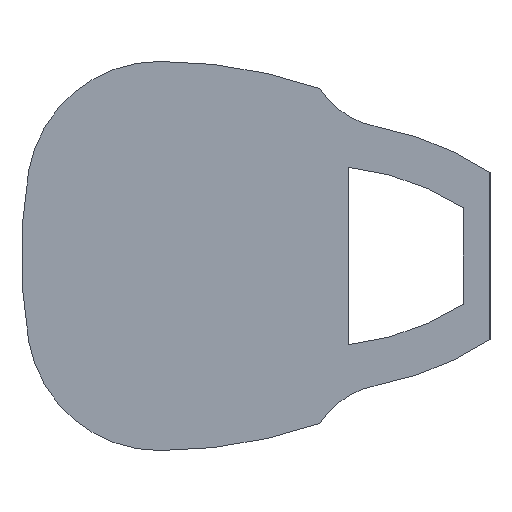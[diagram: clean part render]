
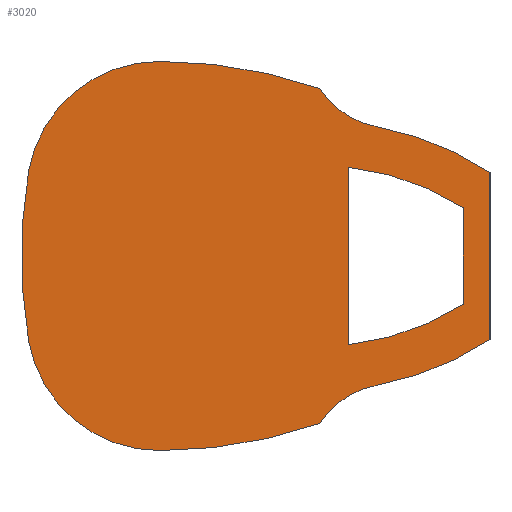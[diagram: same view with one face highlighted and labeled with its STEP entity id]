
A CAD part, left-side view. The second image highlights one B-rep face of the part: STEP entity #3020.
In plain terms, the highlighted face is planar.
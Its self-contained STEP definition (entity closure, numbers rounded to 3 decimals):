
#100=CARTESIAN_POINT('',(44.825,54.377,-5.));
#110=VERTEX_POINT('',#100);
#160=CARTESIAN_POINT('',(41.843,54.055,-5.));
#170=DIRECTION('',(0.,0.,-1.));
#180=DIRECTION('',(1.,0.,0.));
#190=AXIS2_PLACEMENT_3D('',#160,#170,#180);
#200=CIRCLE('',#190,3.);
#210=CARTESIAN_POINT('',(44.367,55.677,-5.));
#220=VERTEX_POINT('',#210);
#230=EDGE_CURVE('',#220,#110,#200,.T.);
#1800=CARTESIAN_POINT('',(43.823,55.827,-5.));
#1810=DIRECTION('',(0.,0.,1.));
#1820=DIRECTION('',(-1.,0.,0.));
#1830=AXIS2_PLACEMENT_3D('',#1800,#1810,#1820);
#1840=PLANE('',#1830);
#1850=CARTESIAN_POINT('',(0.,54.377,-5.));
#1860=DIRECTION('',(1.,0.,0.));
#1870=VECTOR('',#1860,1.);
#1880=LINE('',#1850,#1870);
#1890=CARTESIAN_POINT('',(42.82,54.377,-5.));
#1900=VERTEX_POINT('',#1890);
#1910=EDGE_CURVE('',#1900,#110,#1880,.T.);
#1920=ORIENTED_EDGE('',*,*,#1910,.T.);
#1930=CARTESIAN_POINT('',(45.803,54.055,-5.));
#1940=DIRECTION('',(0.,0.,1.));
#1950=DIRECTION('',(-1.,0.,0.));
#1960=AXIS2_PLACEMENT_3D('',#1930,#1940,#1950);
#1970=CIRCLE('',#1960,3.);
#1980=CARTESIAN_POINT('',(43.279,55.677,-5.));
#1990=VERTEX_POINT('',#1980);
#2000=EDGE_CURVE('',#1990,#1900,#1970,.T.);
#2010=ORIENTED_EDGE('',*,*,#2000,.T.);
#2020=CARTESIAN_POINT('',(0.,55.677,-5.));
#2030=DIRECTION('',(-1.,0.,0.));
#2040=VECTOR('',#2030,1.);
#2050=LINE('',#2020,#2040);
#2060=EDGE_CURVE('',#220,#1990,#2050,.T.);
#2070=ORIENTED_EDGE('',*,*,#2060,.T.);
#2080=ORIENTED_EDGE('',*,*,#230,.F.);
#2090=EDGE_LOOP('',(#2080,#2070,#2010,#1920));
#2100=FACE_BOUND('',#2090,.T.);
#2110=CARTESIAN_POINT('',(45.803,54.055,-5.));
#2120=DIRECTION('',(0.,0.,1.));
#2130=DIRECTION('',(-1.,0.,0.));
#2140=AXIS2_PLACEMENT_3D('',#2110,#2120,#2130);
#2150=CIRCLE('',#2140,3.5);
#2160=CARTESIAN_POINT('',(42.877,55.977,-5.));
#2170=VERTEX_POINT('',#2160);
#2180=CARTESIAN_POINT('',(42.363,54.701,-5.));
#2190=VERTEX_POINT('',#2180);
#2200=EDGE_CURVE('',#2170,#2190,#2150,.T.);
#2210=ORIENTED_EDGE('',*,*,#2200,.F.);
#2220=CARTESIAN_POINT('',(41.38,54.886,-5.));
#2230=DIRECTION('',(0.,0.,1.));
#2240=DIRECTION('',(-1.,0.,0.));
#2250=AXIS2_PLACEMENT_3D('',#2220,#2230,#2240);
#2260=CIRCLE('',#2250,1.);
#2270=CARTESIAN_POINT('',(41.93,54.05,-5.));
#2280=VERTEX_POINT('',#2270);
#2290=EDGE_CURVE('',#2280,#2190,#2260,.T.);
#2300=ORIENTED_EDGE('',*,*,#2290,.T.);
#2310=CARTESIAN_POINT('',(47.123,52.239,-5.));
#2320=DIRECTION('',(0.,0.,1.));
#2330=DIRECTION('',(-1.,0.,0.));
#2340=AXIS2_PLACEMENT_3D('',#2310,#2320,#2330);
#2350=CIRCLE('',#2340,5.5);
#2360=CARTESIAN_POINT('',(41.623,52.239,-5.));
#2370=VERTEX_POINT('',#2360);
#2380=EDGE_CURVE('',#2280,#2370,#2350,.T.);
#2390=ORIENTED_EDGE('',*,*,#2380,.F.);
#2400=CARTESIAN_POINT('',(43.123,52.239,-5.));
#2410=DIRECTION('',(0.,0.,1.));
#2420=DIRECTION('',(-1.,0.,0.));
#2430=AXIS2_PLACEMENT_3D('',#2400,#2410,#2420);
#2440=CIRCLE('',#2430,1.5);
#2450=CARTESIAN_POINT('',(42.86,50.762,-5.));
#2460=VERTEX_POINT('',#2450);
#2470=EDGE_CURVE('',#2370,#2460,#2440,.T.);
#2480=ORIENTED_EDGE('',*,*,#2470,.F.);
#2490=CARTESIAN_POINT('',(43.823,56.177,-5.));
#2500=DIRECTION('',(0.,0.,1.));
#2510=DIRECTION('',(-1.,0.,0.));
#2520=AXIS2_PLACEMENT_3D('',#2490,#2500,#2510);
#2530=CIRCLE('',#2520,5.5);
#2540=CARTESIAN_POINT('',(44.785,50.762,-5.));
#2550=VERTEX_POINT('',#2540);
#2560=EDGE_CURVE('',#2460,#2550,#2530,.T.);
#2570=ORIENTED_EDGE('',*,*,#2560,.F.);
#2580=CARTESIAN_POINT('',(44.523,52.239,-5.));
#2590=DIRECTION('',(0.,0.,-1.));
#2600=DIRECTION('',(1.,0.,0.));
#2610=AXIS2_PLACEMENT_3D('',#2580,#2590,#2600);
#2620=CIRCLE('',#2610,1.5);
#2630=CARTESIAN_POINT('',(46.023,52.239,-5.));
#2640=VERTEX_POINT('',#2630);
#2650=EDGE_CURVE('',#2640,#2550,#2620,.T.);
#2660=ORIENTED_EDGE('',*,*,#2650,.T.);
#2670=CARTESIAN_POINT('',(40.523,52.239,-5.));
#2680=DIRECTION('',(0.,0.,-1.));
#2690=DIRECTION('',(1.,0.,0.));
#2700=AXIS2_PLACEMENT_3D('',#2670,#2680,#2690);
#2710=CIRCLE('',#2700,5.5);
#2720=CARTESIAN_POINT('',(45.716,54.05,-5.));
#2730=VERTEX_POINT('',#2720);
#2740=EDGE_CURVE('',#2730,#2640,#2710,.T.);
#2750=ORIENTED_EDGE('',*,*,#2740,.T.);
#2760=CARTESIAN_POINT('',(46.265,54.886,-5.));
#2770=DIRECTION('',(0.,0.,-1.));
#2780=DIRECTION('',(1.,0.,0.));
#2790=AXIS2_PLACEMENT_3D('',#2760,#2770,#2780);
#2800=CIRCLE('',#2790,1.);
#2810=CARTESIAN_POINT('',(45.283,54.701,-5.));
#2820=VERTEX_POINT('',#2810);
#2830=EDGE_CURVE('',#2730,#2820,#2800,.T.);
#2840=ORIENTED_EDGE('',*,*,#2830,.F.);
#2850=CARTESIAN_POINT('',(41.843,54.055,-5.));
#2860=DIRECTION('',(0.,0.,-1.));
#2870=DIRECTION('',(1.,0.,0.));
#2880=AXIS2_PLACEMENT_3D('',#2850,#2860,#2870);
#2890=CIRCLE('',#2880,3.5);
#2900=CARTESIAN_POINT('',(44.768,55.977,-5.));
#2910=VERTEX_POINT('',#2900);
#2920=EDGE_CURVE('',#2910,#2820,#2890,.T.);
#2930=ORIENTED_EDGE('',*,*,#2920,.T.);
#2940=CARTESIAN_POINT('',(43.823,55.977,-5.));
#2950=DIRECTION('',(-1.,0.,0.));
#2960=VECTOR('',#2950,1.);
#2970=LINE('',#2940,#2960);
#2980=EDGE_CURVE('',#2910,#2170,#2970,.T.);
#2990=ORIENTED_EDGE('',*,*,#2980,.F.);
#3000=EDGE_LOOP('',(#2990,#2930,#2840,#2750,#2660,#2570,#2480,#2390,
#2300,#2210));
#3010=FACE_OUTER_BOUND('',#3000,.T.);
#3020=ADVANCED_FACE('',(#2100,#3010),#1840,.F.);
